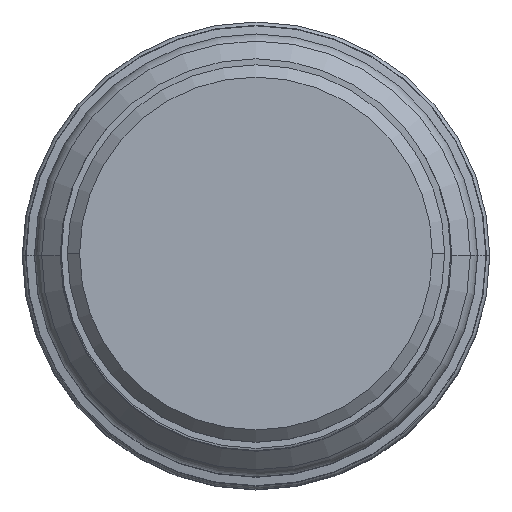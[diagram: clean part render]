
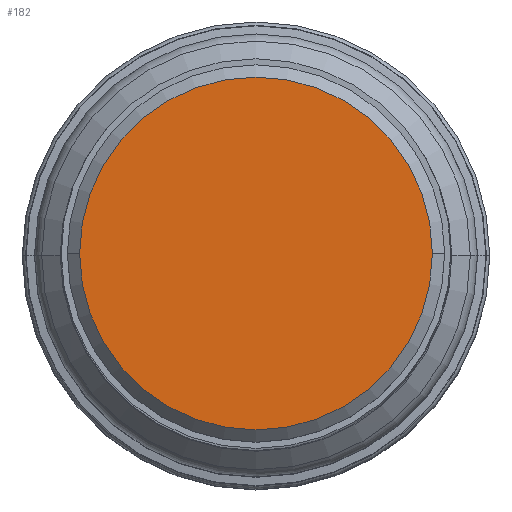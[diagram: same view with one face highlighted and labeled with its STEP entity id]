
A CAD part, top view. The second image highlights one B-rep face of the part: STEP entity #182.
In plain terms, the highlighted planar face has unit normal (0, 0, 1).
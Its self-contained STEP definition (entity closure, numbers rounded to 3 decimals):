
#29=PLANE('',#1458);
#182=ADVANCED_FACE('',(#267),#29,.F.);
#267=FACE_OUTER_BOUND('',#339,.T.);
#339=EDGE_LOOP('',(#613,#614,#615,#616));
#613=ORIENTED_EDGE('',*,*,#929,.F.);
#614=ORIENTED_EDGE('',*,*,#928,.F.);
#615=ORIENTED_EDGE('',*,*,#930,.F.);
#616=ORIENTED_EDGE('',*,*,#931,.F.);
#769=VERTEX_POINT('',#3006);
#770=VERTEX_POINT('',#3008);
#771=VERTEX_POINT('',#3010);
#772=VERTEX_POINT('',#3014);
#928=EDGE_CURVE('',#770,#771,#1105,.T.);
#929=EDGE_CURVE('',#771,#769,#1106,.T.);
#930=EDGE_CURVE('',#772,#770,#1107,.T.);
#931=EDGE_CURVE('',#769,#772,#1108,.T.);
#1105=CIRCLE('',#1453,14.375);
#1106=CIRCLE('',#1454,14.375);
#1107=CIRCLE('',#1456,14.375);
#1108=CIRCLE('',#1457,14.375);
#1453=AXIS2_PLACEMENT_3D('',#3009,#1804,#1805);
#1454=AXIS2_PLACEMENT_3D('',#3011,#1806,#1807);
#1456=AXIS2_PLACEMENT_3D('',#3013,#1810,#1811);
#1457=AXIS2_PLACEMENT_3D('',#3015,#1812,#1813);
#1458=AXIS2_PLACEMENT_3D('',#3016,#1814,#1815);
#1804=DIRECTION('',(0.,0.,-1.));
#1805=DIRECTION('',(1.,0.,0.));
#1806=DIRECTION('',(0.,0.,-1.));
#1807=DIRECTION('',(0.,-1.,0.));
#1810=DIRECTION('',(0.,0.,-1.));
#1811=DIRECTION('',(0.,1.,0.));
#1812=DIRECTION('',(0.,0.,-1.));
#1813=DIRECTION('',(-1.,0.,0.));
#1814=DIRECTION('',(0.,0.,-1.));
#1815=DIRECTION('',(-1.,0.,0.));
#3006=CARTESIAN_POINT('',(-14.375,0.,0.));
#3008=CARTESIAN_POINT('',(14.375,0.,0.));
#3009=CARTESIAN_POINT('',(0.,0.,0.));
#3010=CARTESIAN_POINT('',(0.,-14.375,0.));
#3011=CARTESIAN_POINT('',(0.,0.,0.));
#3013=CARTESIAN_POINT('',(0.,0.,0.));
#3014=CARTESIAN_POINT('',(0.,14.375,0.));
#3015=CARTESIAN_POINT('',(0.,0.,0.));
#3016=CARTESIAN_POINT('',(0.,0.,0.));
